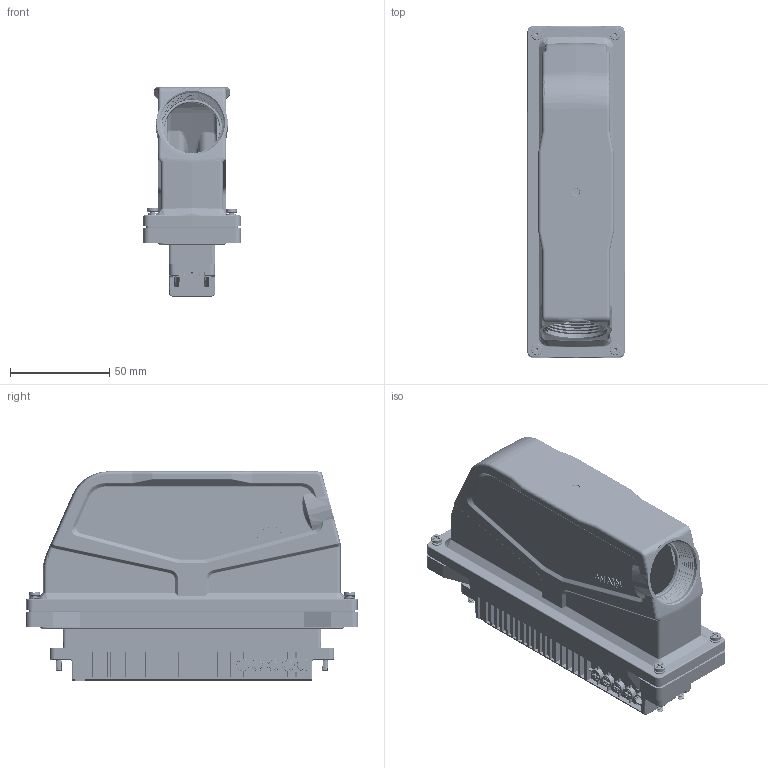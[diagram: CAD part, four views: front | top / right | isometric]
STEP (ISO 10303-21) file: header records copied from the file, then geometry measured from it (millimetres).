
FILE_DESCRIPTION(/* description */ (''),/* implementation_level */ '2;1');
FILE_NAME(/* name */ 'HDC-HDC.PDTUSE008_10_14MC_FC-M32,32芯矩形防开路连接器成品套件.stp',/* time_stamp */ '2024-04-11T14:33:56+08:00',/* author */ (''),/* organization */ (''),/* preprocessor_version */ 'ST-DEVELOPER v18.1',/* originating_system */ 'SIEMENS PLM Software NX 1980',/* authorisation */ '');
FILE_SCHEMA (('AUTOMOTIVE_DESIGN { 1 0 10303 214 3 1 1 1 }'));
Products named in the file (1): 131839405C18rdvf
Bounding box: 49 x 167 x 105.3 mm (x, y, z)
Volume: 204285.9 mm3; surface area: 183516 mm2
Topology: 14 solids, 76 shells, 8640 faces, 23298 edges, 14835 vertices
Faces by surface type: plane 3645, cylinder 2555, cone 1508, torus 316, bspline 311, sphere 295, revolution 10
Entity records: 307650 total; most frequent: CARTESIAN_POINT 99874, ORIENTED_EDGE 45856, DIRECTION 40407, EDGE_CURVE 22928, AXIS2_PLACEMENT_3D 15672, VERTEX_POINT 14835, EDGE_LOOP 9359, LINE 9053
